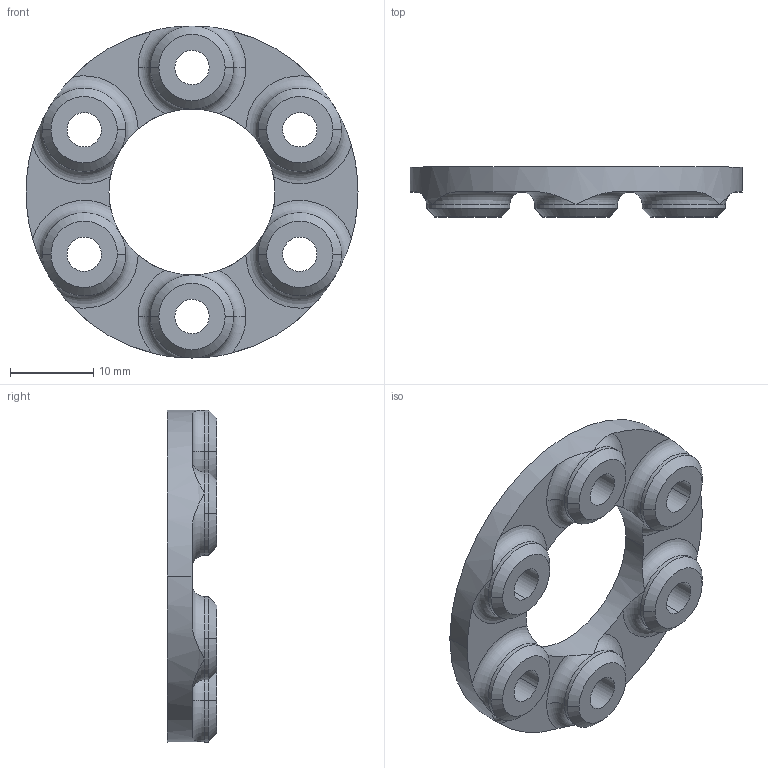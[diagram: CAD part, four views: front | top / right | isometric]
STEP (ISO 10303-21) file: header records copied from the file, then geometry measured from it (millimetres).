
FILE_DESCRIPTION(('CATIA V5 STEP Exchange'),'2;1');
FILE_NAME('Platine interieure.stp','2019-03-02T16:24:17+00:00',('none'),('none'),'CATIA Version 5 Release 19 GA (IN-10)','CATIA V5 STEP AP203','none');
FILE_SCHEMA(('CONFIG_CONTROL_DESIGN'));
Length unit declared in the file: millimetre
Products named in the file (1): Platine interieure
Bounding box: 40 x 6 x 40 mm (x, y, z)
Volume: 3736.7 mm3; surface area: 3100 mm2
Topology: 1 solids, 1 shells, 81 faces, 208 edges, 128 vertices
Faces by surface type: cylinder 28, cone 24, torus 16, plane 13
Entity records: 2410 total; most frequent: CARTESIAN_POINT 552, ORIENTED_EDGE 416, DIRECTION 290, EDGE_CURVE 208, AXIS2_PLACEMENT_3D 182, VERTEX_POINT 128, CIRCLE 124, EDGE_LOOP 94
